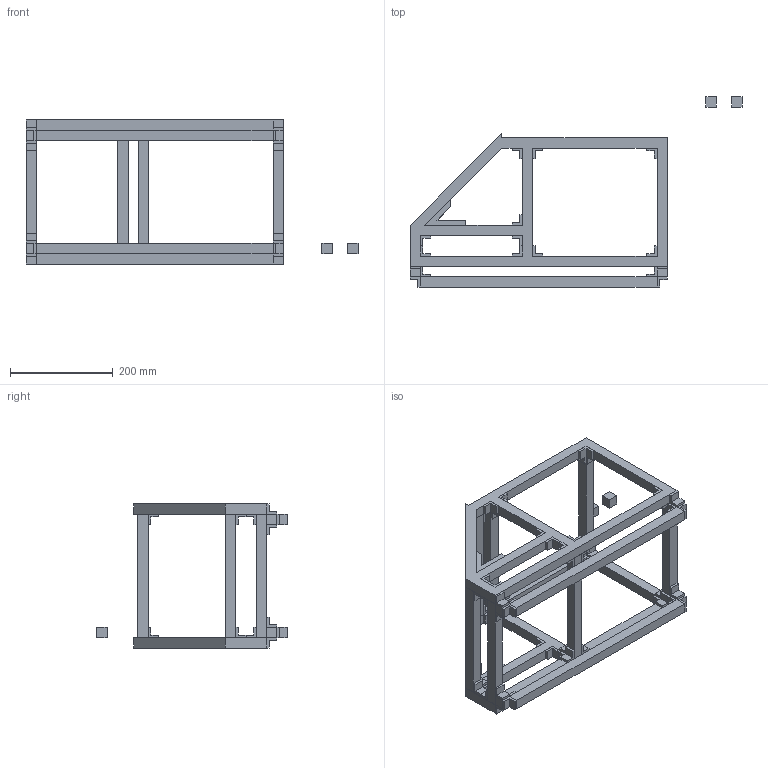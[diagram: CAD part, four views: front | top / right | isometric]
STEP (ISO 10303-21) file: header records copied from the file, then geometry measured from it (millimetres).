
FILE_DESCRIPTION(/* description */ (''),/* implementation_level */ '2;1');
FILE_NAME(/* name */ 'final model v6.step',/* time_stamp */ '2022-09-02T17:08:09+09:00',/* author */ (''),/* organization */ (''),/* preprocessor_version */ 'ST-DEVELOPER v19',/* originating_system */ 'Autodesk Translation Framework v11.7.0.108',/* authorisation */ '');
FILE_SCHEMA (('AUTOMOTIVE_DESIGN { 1 0 10303 214 3 1 1 }'));
Length unit declared in the file: millimetre
Products named in the file (21): final model; 구성요소1; 구성요소2; 구성요소12; 구성요소13; 구성요소14; 구성요소15; 구성요소16; 구성요소20; 구성요소21; 90degree bracket; 45degree bracket; 구성요소3; 구성요소5; 구성요소6; 구성요소7; 구성요소8; 구성요소9; 구성요소10; 구성요소4; Spur Gear (24 teeth)
Assembly tree (84 placements, depth 3):
  final model
    구성요소1
    구성요소2
      구성요소12
      구성요소13
      구성요소14
      구성요소15
      구성요소16
      구성요소20
      구성요소21
      90degree bracket  x64
      45degree bracket  x2
    구성요소3
      구성요소5
      구성요소6
      구성요소7
      구성요소8
      구성요소9
      구성요소10
    구성요소4
    Spur Gear (24 teeth)
Bounding box: 645 x 370 x 280 mm (x, y, z)
Volume: 2746905.3 mm3; surface area: 644045.2 mm2
Topology: 83 solids, 83 shells, 658 faces, 1476 edges, 984 vertices
Faces by surface type: plane 658
Entity records: 5127 total; most frequent: DIRECTION 826, CARTESIAN_POINT 791, ORIENTED_EDGE 648, LINE 324, VECTOR 324, EDGE_CURVE 324, AXIS2_PLACEMENT_3D 251, VERTEX_POINT 216
